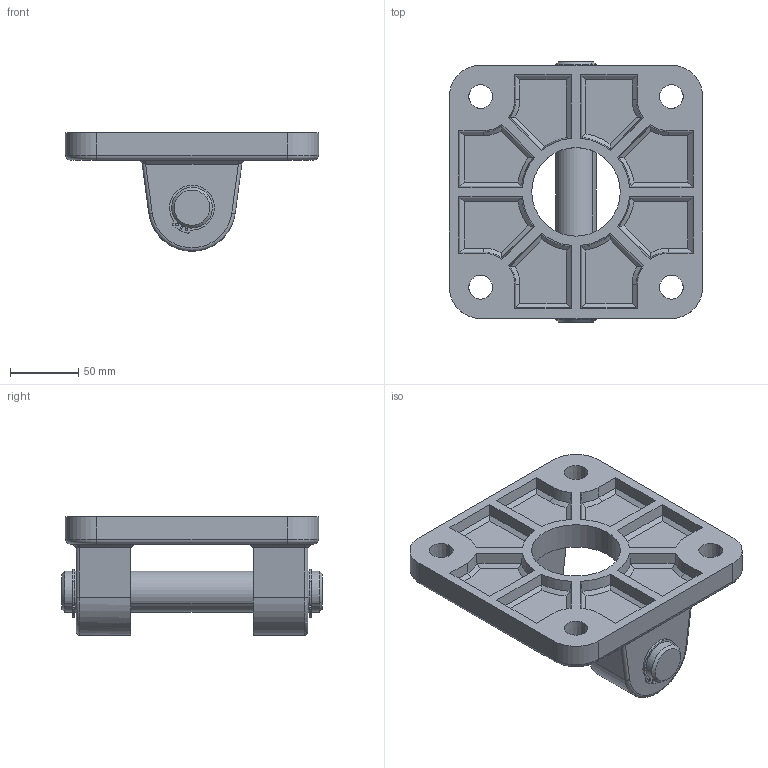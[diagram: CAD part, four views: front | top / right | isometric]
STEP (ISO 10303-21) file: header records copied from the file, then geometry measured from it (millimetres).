
FILE_DESCRIPTION (( 'STEP AP214' ), '1' );
FILE_NAME ('160 EB-SF.STEP', '2010-08-09T13:42:05', ( '' ), ( '' ), 'SwSTEP 2.0', 'SolidWorks 2010', '' );
FILE_SCHEMA (( 'AUTOMOTIVE_DESIGN' ));
Length unit declared in the file: millimetre
Products named in the file (4): 160   EB ; 160  EB  P軲輄Varsay齦an; 30  SEGMAN; 160  EB-SF
Assembly tree (4 placements, depth 2):
  160  EB-SF
    30  SEGMAN  x2
    160  EB  P軲輄Varsay齦an
    160   EB 
Bounding box: 186 x 191 x 87 mm (x, y, z)
Volume: 832133.9 mm3; surface area: 142090 mm2
Topology: 4 solids, 4 shells, 229 faces, 551 edges, 344 vertices
Faces by surface type: plane 112, cylinder 63, cone 43, torus 7, bspline 4
Entity records: 6295 total; most frequent: CARTESIAN_POINT 1337, DIRECTION 1013, ORIENTED_EDGE 982, EDGE_CURVE 491, AXIS2_PLACEMENT_3D 376, VERTEX_POINT 304, LINE 261, VECTOR 261
